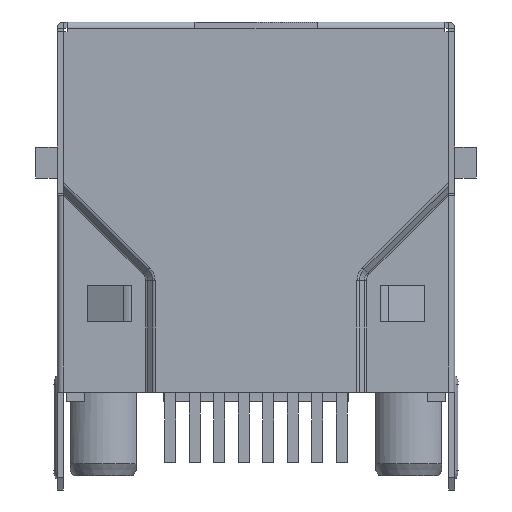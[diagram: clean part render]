
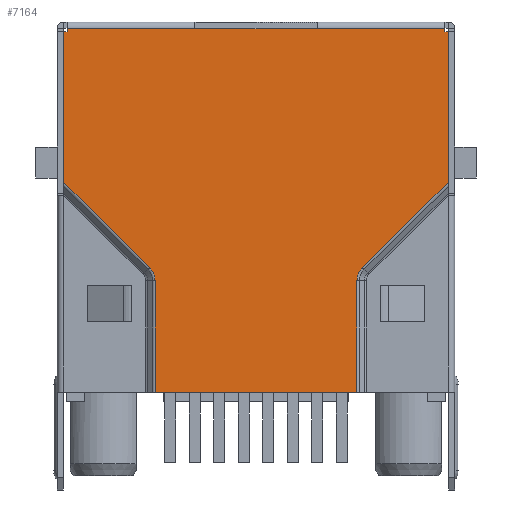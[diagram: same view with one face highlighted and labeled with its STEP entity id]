
A CAD part, front view. The second image highlights one B-rep face of the part: STEP entity #7164.
In plain terms, the highlighted planar face has unit normal (0, -1, 0).
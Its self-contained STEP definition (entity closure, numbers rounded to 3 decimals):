
#7070 = VERTEX_POINT('',#7071);
#7071 = CARTESIAN_POINT('',(-4.199,-13.808,
    0.401));
#7078 = EDGE_CURVE('',#7070,#7079,#7081,.T.);
#7079 = VERTEX_POINT('',#7080);
#7080 = CARTESIAN_POINT('',(-12.581,-13.808,
    0.401));
#7081 = LINE('',#7082,#7083);
#7082 = CARTESIAN_POINT('',(-12.581,-13.808,
    0.401));
#7083 = VECTOR('',#7084,1.);
#7084 = DIRECTION('',(-1.,0.,0.));
#7164 = ADVANCED_FACE('',(#7165),#7304,.F.);
#7165 = FACE_BOUND('',#7166,.T.);
#7166 = EDGE_LOOP('',(#7167,#7168,#7176,#7185,#7193,#7201,#7209,#7217,
    #7225,#7233,#7241,#7249,#7257,#7265,#7273,#7281,#7289,#7298));
#7167 = ORIENTED_EDGE('',*,*,#7078,.F.);
#7168 = ORIENTED_EDGE('',*,*,#7169,.T.);
#7169 = EDGE_CURVE('',#7070,#7170,#7172,.T.);
#7170 = VERTEX_POINT('',#7171);
#7171 = CARTESIAN_POINT('',(-4.199,-13.808,5.018
    ));
#7172 = LINE('',#7173,#7174);
#7173 = CARTESIAN_POINT('',(-4.199,-13.808,
    0.401));
#7174 = VECTOR('',#7175,1.);
#7175 = DIRECTION('',(0.,0.,1.));
#7176 = ORIENTED_EDGE('',*,*,#7177,.T.);
#7177 = EDGE_CURVE('',#7170,#7178,#7180,.T.);
#7178 = VERTEX_POINT('',#7179);
#7179 = CARTESIAN_POINT('',(-3.974,-13.808,5.559
    ));
#7180 = CIRCLE('',#7181,0.762);
#7181 = AXIS2_PLACEMENT_3D('',#7182,#7183,#7184);
#7182 = CARTESIAN_POINT('',(-3.437,-13.808,5.018
    ));
#7183 = DIRECTION('',(0.,1.,0.));
#7184 = DIRECTION('',(-1.,0.,0.));
#7185 = ORIENTED_EDGE('',*,*,#7186,.T.);
#7186 = EDGE_CURVE('',#7178,#7187,#7189,.T.);
#7187 = VERTEX_POINT('',#7188);
#7188 = CARTESIAN_POINT('',(-0.415,-13.808,
    9.087));
#7189 = LINE('',#7190,#7191);
#7190 = CARTESIAN_POINT('',(-3.974,-13.808,5.559
    ));
#7191 = VECTOR('',#7192,1.);
#7192 = DIRECTION('',(0.71,0.,0.704)
  );
#7193 = ORIENTED_EDGE('',*,*,#7194,.F.);
#7194 = EDGE_CURVE('',#7195,#7187,#7197,.T.);
#7195 = VERTEX_POINT('',#7196);
#7196 = CARTESIAN_POINT('',(-0.415,-13.808,
    15.359));
#7197 = LINE('',#7198,#7199);
#7198 = CARTESIAN_POINT('',(-0.415,-13.808,
    15.359));
#7199 = VECTOR('',#7200,1.);
#7200 = DIRECTION('',(0.,0.,-1.));
#7201 = ORIENTED_EDGE('',*,*,#7202,.F.);
#7202 = EDGE_CURVE('',#7203,#7195,#7205,.T.);
#7203 = VERTEX_POINT('',#7204);
#7204 = CARTESIAN_POINT('',(-0.544,-13.808,
    15.359));
#7205 = LINE('',#7206,#7207);
#7206 = CARTESIAN_POINT('',(-0.415,-13.808,
    15.359));
#7207 = VECTOR('',#7208,1.);
#7208 = DIRECTION('',(1.,0.,0.));
#7209 = ORIENTED_EDGE('',*,*,#7210,.T.);
#7210 = EDGE_CURVE('',#7203,#7211,#7213,.T.);
#7211 = VERTEX_POINT('',#7212);
#7212 = CARTESIAN_POINT('',(-0.544,-13.808,
    15.514));
#7213 = LINE('',#7214,#7215);
#7214 = CARTESIAN_POINT('',(-0.544,-13.808,
    15.514));
#7215 = VECTOR('',#7216,1.);
#7216 = DIRECTION('',(0.,0.,1.));
#7217 = ORIENTED_EDGE('',*,*,#7218,.T.);
#7218 = EDGE_CURVE('',#7211,#7219,#7221,.T.);
#7219 = VERTEX_POINT('',#7220);
#7220 = CARTESIAN_POINT('',(-5.85,-13.808,
    15.514));
#7221 = LINE('',#7222,#7223);
#7222 = CARTESIAN_POINT('',(-16.237,-13.808,
    15.514));
#7223 = VECTOR('',#7224,1.);
#7224 = DIRECTION('',(-1.,0.,0.));
#7225 = ORIENTED_EDGE('',*,*,#7226,.F.);
#7226 = EDGE_CURVE('',#7227,#7219,#7229,.T.);
#7227 = VERTEX_POINT('',#7228);
#7228 = CARTESIAN_POINT('',(-5.85,-13.808,
    15.488));
#7229 = LINE('',#7230,#7231);
#7230 = CARTESIAN_POINT('',(-5.85,-13.808,
    15.514));
#7231 = VECTOR('',#7232,1.);
#7232 = DIRECTION('',(0.,0.,1.));
#7233 = ORIENTED_EDGE('',*,*,#7234,.T.);
#7234 = EDGE_CURVE('',#7227,#7235,#7237,.T.);
#7235 = VERTEX_POINT('',#7236);
#7236 = CARTESIAN_POINT('',(-10.93,-13.808,
    15.488));
#7237 = LINE('',#7238,#7239);
#7238 = CARTESIAN_POINT('',(-16.237,-13.808,
    15.488));
#7239 = VECTOR('',#7240,1.);
#7240 = DIRECTION('',(-1.,0.,0.));
#7241 = ORIENTED_EDGE('',*,*,#7242,.T.);
#7242 = EDGE_CURVE('',#7235,#7243,#7245,.T.);
#7243 = VERTEX_POINT('',#7244);
#7244 = CARTESIAN_POINT('',(-10.93,-13.808,
    15.514));
#7245 = LINE('',#7246,#7247);
#7246 = CARTESIAN_POINT('',(-10.93,-13.808,
    15.514));
#7247 = VECTOR('',#7248,1.);
#7248 = DIRECTION('',(0.,0.,1.));
#7249 = ORIENTED_EDGE('',*,*,#7250,.F.);
#7250 = EDGE_CURVE('',#7251,#7243,#7253,.T.);
#7251 = VERTEX_POINT('',#7252);
#7252 = CARTESIAN_POINT('',(-16.237,-13.808,
    15.514));
#7253 = LINE('',#7254,#7255);
#7254 = CARTESIAN_POINT('',(-0.544,-13.808,
    15.514));
#7255 = VECTOR('',#7256,1.);
#7256 = DIRECTION('',(1.,0.,0.));
#7257 = ORIENTED_EDGE('',*,*,#7258,.F.);
#7258 = EDGE_CURVE('',#7259,#7251,#7261,.T.);
#7259 = VERTEX_POINT('',#7260);
#7260 = CARTESIAN_POINT('',(-16.237,-13.808,
    15.359));
#7261 = LINE('',#7262,#7263);
#7262 = CARTESIAN_POINT('',(-16.237,-13.808,
    15.514));
#7263 = VECTOR('',#7264,1.);
#7264 = DIRECTION('',(0.,0.,1.));
#7265 = ORIENTED_EDGE('',*,*,#7266,.T.);
#7266 = EDGE_CURVE('',#7259,#7267,#7269,.T.);
#7267 = VERTEX_POINT('',#7268);
#7268 = CARTESIAN_POINT('',(-16.366,-13.808,
    15.359));
#7269 = LINE('',#7270,#7271);
#7270 = CARTESIAN_POINT('',(-16.366,-13.808,
    15.359));
#7271 = VECTOR('',#7272,1.);
#7272 = DIRECTION('',(-1.,0.,0.));
#7273 = ORIENTED_EDGE('',*,*,#7274,.T.);
#7274 = EDGE_CURVE('',#7267,#7275,#7277,.T.);
#7275 = VERTEX_POINT('',#7276);
#7276 = CARTESIAN_POINT('',(-16.366,-13.808,
    9.087));
#7277 = LINE('',#7278,#7279);
#7278 = CARTESIAN_POINT('',(-16.366,-13.808,
    15.359));
#7279 = VECTOR('',#7280,1.);
#7280 = DIRECTION('',(0.,0.,-1.));
#7281 = ORIENTED_EDGE('',*,*,#7282,.F.);
#7282 = EDGE_CURVE('',#7283,#7275,#7285,.T.);
#7283 = VERTEX_POINT('',#7284);
#7284 = CARTESIAN_POINT('',(-12.807,-13.808,
    5.559));
#7285 = LINE('',#7286,#7287);
#7286 = CARTESIAN_POINT('',(-12.807,-13.808,
    5.559));
#7287 = VECTOR('',#7288,1.);
#7288 = DIRECTION('',(-0.71,0.,0.704
    ));
#7289 = ORIENTED_EDGE('',*,*,#7290,.F.);
#7290 = EDGE_CURVE('',#7291,#7283,#7293,.T.);
#7291 = VERTEX_POINT('',#7292);
#7292 = CARTESIAN_POINT('',(-12.581,-13.808,
    5.018));
#7293 = CIRCLE('',#7294,0.762);
#7294 = AXIS2_PLACEMENT_3D('',#7295,#7296,#7297);
#7295 = CARTESIAN_POINT('',(-13.343,-13.808,
    5.018));
#7296 = DIRECTION('',(0.,-1.,0.));
#7297 = DIRECTION('',(1.,0.,0.));
#7298 = ORIENTED_EDGE('',*,*,#7299,.F.);
#7299 = EDGE_CURVE('',#7079,#7291,#7300,.T.);
#7300 = LINE('',#7301,#7302);
#7301 = CARTESIAN_POINT('',(-12.581,-13.808,
    0.401));
#7302 = VECTOR('',#7303,1.);
#7303 = DIRECTION('',(0.,0.,1.));
#7304 = PLANE('',#7305);
#7305 = AXIS2_PLACEMENT_3D('',#7306,#7307,#7308);
#7306 = CARTESIAN_POINT('',(-12.807,-13.808,
    5.559));
#7307 = DIRECTION('',(0.,1.,0.));
#7308 = DIRECTION('',(-1.,0.,0.));
